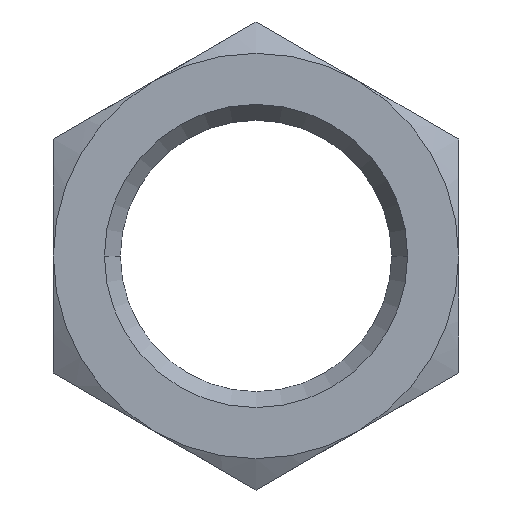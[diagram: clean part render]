
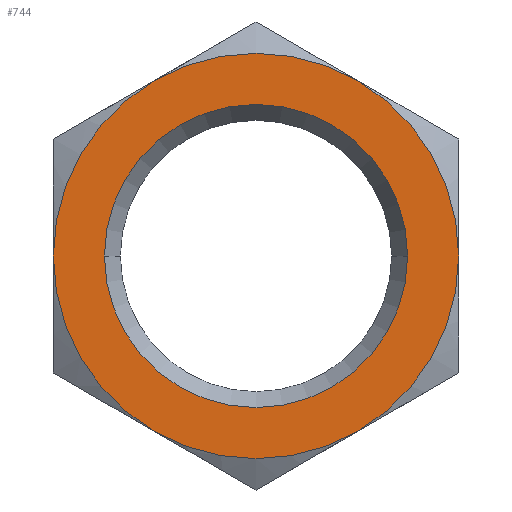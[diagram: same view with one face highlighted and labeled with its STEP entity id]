
A CAD part, left-side view. The second image highlights one B-rep face of the part: STEP entity #744.
In plain terms, the highlighted planar face has unit normal (-1, 0, 0).
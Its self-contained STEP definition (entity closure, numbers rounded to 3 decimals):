
#81=CARTESIAN_POINT('',(10.205,2.375,4.5));
#82=VERTEX_POINT('',#81);
#89=CARTESIAN_POINT('',(10.205,-2.375,4.5));
#90=VERTEX_POINT('',#89);
#91=CARTESIAN_POINT('',(10.205,0.,4.5));
#92=DIRECTION('',(-1.0,0.0,0.0));
#93=DIRECTION('',(0.0,-1.0,0.0));
#94=AXIS2_PLACEMENT_3D('',#91,#92,#93);
#95=CIRCLE('',#94,2.375);
#96=EDGE_CURVE('',#82,#90,#95,.T.);
#422=CARTESIAN_POINT('',(10.205,-1.587,7.25));
#423=VERTEX_POINT('',#422);
#435=CARTESIAN_POINT('',(10.205,1.588,7.25));
#436=VERTEX_POINT('',#435);
#444=CARTESIAN_POINT('',(10.205,0.,4.5));
#445=DIRECTION('',(-1.0,0.0,0.0));
#446=DIRECTION('',(0.0,-1.0,0.0));
#447=AXIS2_PLACEMENT_3D('',#444,#445,#446);
#448=CIRCLE('',#447,3.175);
#449=EDGE_CURVE('',#423,#436,#448,.T.);
#459=CARTESIAN_POINT('',(10.205,3.175,4.5));
#460=VERTEX_POINT('',#459);
#461=CARTESIAN_POINT('',(10.205,0.,4.5));
#462=DIRECTION('',(-1.0,0.0,0.0));
#463=DIRECTION('',(0.0,-1.0,0.0));
#464=AXIS2_PLACEMENT_3D('',#461,#462,#463);
#465=CIRCLE('',#464,3.175);
#466=EDGE_CURVE('',#436,#460,#465,.T.);
#496=CARTESIAN_POINT('',(10.205,1.588,1.75));
#497=VERTEX_POINT('',#496);
#498=CARTESIAN_POINT('',(10.205,0.,4.5));
#499=DIRECTION('',(-1.0,0.0,0.0));
#500=DIRECTION('',(0.0,-1.0,0.0));
#501=AXIS2_PLACEMENT_3D('',#498,#499,#500);
#502=CIRCLE('',#501,3.175);
#503=EDGE_CURVE('',#460,#497,#502,.T.);
#531=CARTESIAN_POINT('',(10.205,-1.587,1.75));
#532=VERTEX_POINT('',#531);
#533=CARTESIAN_POINT('',(10.205,0.,4.5));
#534=DIRECTION('',(-1.0,0.0,0.0));
#535=DIRECTION('',(0.0,-1.0,0.0));
#536=AXIS2_PLACEMENT_3D('',#533,#534,#535);
#537=CIRCLE('',#536,3.175);
#538=EDGE_CURVE('',#497,#532,#537,.T.);
#566=CARTESIAN_POINT('',(10.205,-3.175,4.5));
#567=VERTEX_POINT('',#566);
#568=CARTESIAN_POINT('',(10.205,0.,4.5));
#569=DIRECTION('',(-1.0,0.0,0.0));
#570=DIRECTION('',(0.0,-1.0,0.0));
#571=AXIS2_PLACEMENT_3D('',#568,#569,#570);
#572=CIRCLE('',#571,3.175);
#573=EDGE_CURVE('',#532,#567,#572,.T.);
#603=CARTESIAN_POINT('',(10.205,0.,4.5));
#604=DIRECTION('',(-1.0,0.0,0.0));
#605=DIRECTION('',(0.0,-1.0,0.0));
#606=AXIS2_PLACEMENT_3D('',#603,#604,#605);
#607=CIRCLE('',#606,3.175);
#608=EDGE_CURVE('',#567,#423,#607,.T.);
#717=CARTESIAN_POINT('',(10.205,0.,4.5));
#718=DIRECTION('',(-1.0,0.0,0.0));
#719=DIRECTION('',(0.0,-1.0,0.0));
#720=AXIS2_PLACEMENT_3D('',#717,#718,#719);
#721=CIRCLE('',#720,2.375);
#722=EDGE_CURVE('',#90,#82,#721,.T.);
#727=CARTESIAN_POINT('',(10.205,3.493,1.013));
#728=DIRECTION('',(-1.0,0.0,0.0));
#729=DIRECTION('',(0.0,-1.0,0.0));
#730=AXIS2_PLACEMENT_3D('',#727,#728,#729);
#731=PLANE('',#730);
#732=ORIENTED_EDGE('',*,*,#608,.T.);
#733=ORIENTED_EDGE('',*,*,#449,.T.);
#734=ORIENTED_EDGE('',*,*,#466,.T.);
#735=ORIENTED_EDGE('',*,*,#503,.T.);
#736=ORIENTED_EDGE('',*,*,#538,.T.);
#737=ORIENTED_EDGE('',*,*,#573,.T.);
#738=EDGE_LOOP('',(#732,#733,#734,#735,#736,#737));
#739=FACE_OUTER_BOUND('',#738,.T.);
#740=ORIENTED_EDGE('',*,*,#722,.F.);
#741=ORIENTED_EDGE('',*,*,#96,.F.);
#742=EDGE_LOOP('',(#740,#741));
#743=FACE_BOUND('',#742,.T.);
#744=ADVANCED_FACE('',(#739,#743),#731,.T.);
